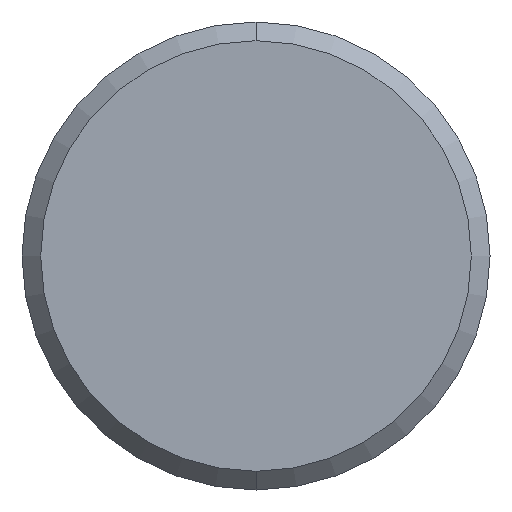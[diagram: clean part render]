
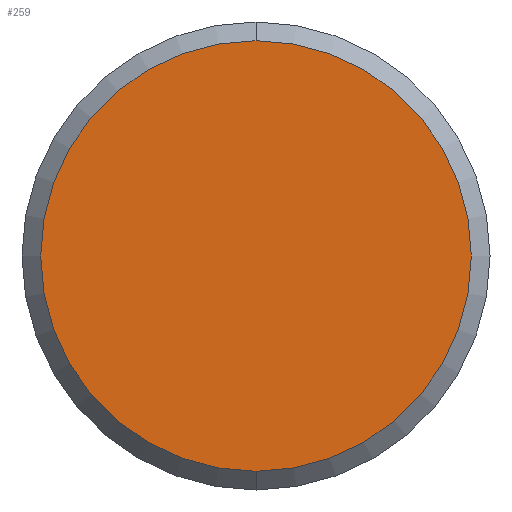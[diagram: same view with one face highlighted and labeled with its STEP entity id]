
A CAD part, front view. The second image highlights one B-rep face of the part: STEP entity #259.
In plain terms, the highlighted planar face has unit normal (0, -1, 0).
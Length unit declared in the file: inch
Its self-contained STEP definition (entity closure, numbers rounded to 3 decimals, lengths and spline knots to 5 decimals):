
#12 = CARTESIAN_POINT ( 'NONE',  ( 0., 0., 0. ) ) ;
#13 = DIRECTION ( 'NONE',  ( 0., 1., 0. ) ) ;
#20 = EDGE_LOOP ( 'NONE', ( #168, #189 ) ) ;
#21 = CARTESIAN_POINT ( 'NONE',  ( 0., 0., 0. ) ) ;
#31 = CARTESIAN_POINT ( 'NONE',  ( 0., 0., 0. ) ) ;
#40 = EDGE_CURVE ( 'NONE', #53, #86, #249, .T. ) ;
#53 = VERTEX_POINT ( 'NONE', #194 ) ;
#65 = CARTESIAN_POINT ( 'NONE',  ( 0., 0., 0.22985 ) ) ;
#66 = CIRCLE ( 'NONE', #191, 0.22985 ) ;
#70 = EDGE_CURVE ( 'NONE', #86, #53, #66, .T. ) ;
#86 = VERTEX_POINT ( 'NONE', #65 ) ;
#130 = AXIS2_PLACEMENT_3D ( 'NONE', #31, #139, #136 ) ;
#136 = DIRECTION ( 'NONE',  ( 0., 0., 1. ) ) ;
#139 = DIRECTION ( 'NONE',  ( 0., -1., 0. ) ) ;
#150 = DIRECTION ( 'NONE',  ( 0., -1., 0. ) ) ;
#168 = ORIENTED_EDGE ( 'NONE', *, *, #70, .T. ) ;
#176 = FACE_OUTER_BOUND ( 'NONE', #20, .T. ) ;
#189 = ORIENTED_EDGE ( 'NONE', *, *, #40, .T. ) ;
#191 = AXIS2_PLACEMENT_3D ( 'NONE', #21, #150, #229 ) ;
#194 = CARTESIAN_POINT ( 'NONE',  ( 0., 0., -0.22985 ) ) ;
#229 = DIRECTION ( 'NONE',  ( 0., 0., 1. ) ) ;
#243 = DIRECTION ( 'NONE',  ( 0., 0., 1. ) ) ;
#248 = PLANE ( 'NONE',  #263 ) ;
#249 = CIRCLE ( 'NONE', #130, 0.22985 ) ;
#259 = ADVANCED_FACE ( 'NONE', ( #176 ), #248, .F. ) ;
#263 = AXIS2_PLACEMENT_3D ( 'NONE', #12, #13, #243 ) ;
